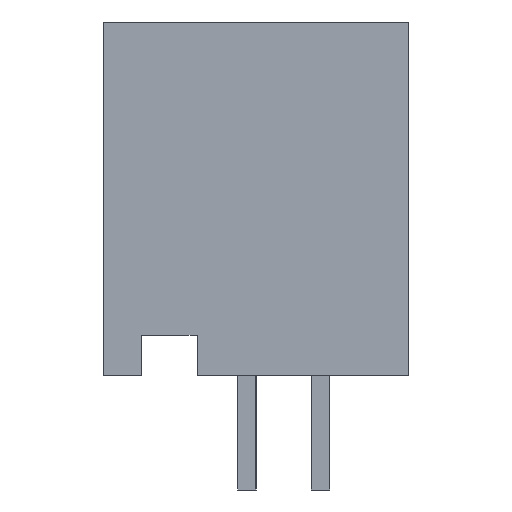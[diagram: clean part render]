
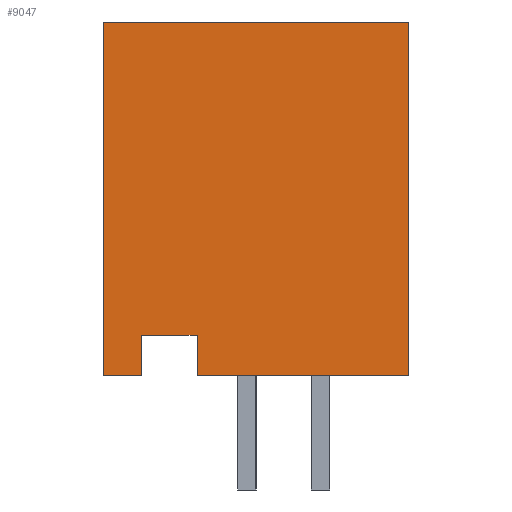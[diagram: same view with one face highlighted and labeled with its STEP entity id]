
A CAD part, left-side view. The second image highlights one B-rep face of the part: STEP entity #9047.
In plain terms, the highlighted planar face has unit normal (-1, 0, 0).
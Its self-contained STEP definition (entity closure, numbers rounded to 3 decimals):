
#667 = PLANE('',#668);
#668 = AXIS2_PLACEMENT_3D('',#669,#670,#671);
#669 = CARTESIAN_POINT('',(-2.,3.9,9.6));
#670 = DIRECTION('',(0.,-1.,0.));
#671 = DIRECTION('',(0.,0.,1.));
#831 = PLANE('',#832);
#832 = AXIS2_PLACEMENT_3D('',#833,#834,#835);
#833 = CARTESIAN_POINT('',(-2.,1.35,0.));
#834 = DIRECTION('',(0.,0.,1.));
#835 = DIRECTION('',(0.,1.,0.));
#2224 = VERTEX_POINT('',#2225);
#2225 = CARTESIAN_POINT('',(-2.,-4.4,0.));
#2239 = PLANE('',#2240);
#2240 = AXIS2_PLACEMENT_3D('',#2241,#2242,#2243);
#2241 = CARTESIAN_POINT('',(-2.,-4.4,9.6));
#2242 = DIRECTION('',(0.,1.,0.));
#2243 = DIRECTION('',(-1.,0.,0.));
#2251 = EDGE_CURVE('',#2252,#2224,#2254,.T.);
#2252 = VERTEX_POINT('',#2253);
#2253 = CARTESIAN_POINT('',(-2.,1.35,0.));
#2254 = SURFACE_CURVE('',#2255,(#2259,#2266),.PCURVE_S1.);
#2255 = LINE('',#2256,#2257);
#2256 = CARTESIAN_POINT('',(-2.,1.35,0.));
#2257 = VECTOR('',#2258,1.);
#2258 = DIRECTION('',(0.,-1.,0.));
#2259 = PCURVE('',#831,#2260);
#2260 = DEFINITIONAL_REPRESENTATION('',(#2261),#2265);
#2261 = LINE('',#2262,#2263);
#2262 = CARTESIAN_POINT('',(0.,0.));
#2263 = VECTOR('',#2264,1.);
#2264 = DIRECTION('',(-1.,0.));
#2265 = ( GEOMETRIC_REPRESENTATION_CONTEXT(2) 
PARAMETRIC_REPRESENTATION_CONTEXT() REPRESENTATION_CONTEXT('2D SPACE',''
  ) );
#2266 = PCURVE('',#2267,#2272);
#2267 = PLANE('',#2268);
#2268 = AXIS2_PLACEMENT_3D('',#2269,#2270,#2271);
#2269 = CARTESIAN_POINT('',(-2.,3.9,9.6));
#2270 = DIRECTION('',(-1.,0.,0.));
#2271 = DIRECTION('',(0.,-1.,0.));
#2272 = DEFINITIONAL_REPRESENTATION('',(#2273),#2277);
#2273 = LINE('',#2274,#2275);
#2274 = CARTESIAN_POINT('',(2.55,-9.6));
#2275 = VECTOR('',#2276,1.);
#2276 = DIRECTION('',(1.,0.));
#2277 = ( GEOMETRIC_REPRESENTATION_CONTEXT(2) 
PARAMETRIC_REPRESENTATION_CONTEXT() REPRESENTATION_CONTEXT('2D SPACE',''
  ) );
#2293 = PLANE('',#2294);
#2294 = AXIS2_PLACEMENT_3D('',#2295,#2296,#2297);
#2295 = CARTESIAN_POINT('',(-2.,1.35,0.));
#2296 = DIRECTION('',(0.,-1.,0.));
#2297 = DIRECTION('',(1.,0.,0.));
#7378 = PLANE('',#7379);
#7379 = AXIS2_PLACEMENT_3D('',#7380,#7381,#7382);
#7380 = CARTESIAN_POINT('',(-2.,3.9,9.6));
#7381 = DIRECTION('',(0.,0.,-1.));
#7382 = DIRECTION('',(0.,-1.,0.));
#7426 = VERTEX_POINT('',#7427);
#7427 = CARTESIAN_POINT('',(-2.,3.9,9.6));
#7448 = EDGE_CURVE('',#7449,#7426,#7451,.T.);
#7449 = VERTEX_POINT('',#7450);
#7450 = CARTESIAN_POINT('',(-2.,-4.4,9.6));
#7451 = SURFACE_CURVE('',#7452,(#7456,#7463),.PCURVE_S1.);
#7452 = LINE('',#7453,#7454);
#7453 = CARTESIAN_POINT('',(-2.,3.9,9.6));
#7454 = VECTOR('',#7455,1.);
#7455 = DIRECTION('',(0.,1.,0.));
#7456 = PCURVE('',#7378,#7457);
#7457 = DEFINITIONAL_REPRESENTATION('',(#7458),#7462);
#7458 = LINE('',#7459,#7460);
#7459 = CARTESIAN_POINT('',(0.,0.));
#7460 = VECTOR('',#7461,1.);
#7461 = DIRECTION('',(-1.,0.));
#7462 = ( GEOMETRIC_REPRESENTATION_CONTEXT(2) 
PARAMETRIC_REPRESENTATION_CONTEXT() REPRESENTATION_CONTEXT('2D SPACE',''
  ) );
#7463 = PCURVE('',#2267,#7464);
#7464 = DEFINITIONAL_REPRESENTATION('',(#7465),#7469);
#7465 = LINE('',#7466,#7467);
#7466 = CARTESIAN_POINT('',(0.,0.));
#7467 = VECTOR('',#7468,1.);
#7468 = DIRECTION('',(-1.,0.));
#7469 = ( GEOMETRIC_REPRESENTATION_CONTEXT(2) 
PARAMETRIC_REPRESENTATION_CONTEXT() REPRESENTATION_CONTEXT('2D SPACE',''
  ) );
#8432 = VERTEX_POINT('',#8433);
#8433 = CARTESIAN_POINT('',(-2.,3.9,0.));
#8447 = PLANE('',#8448);
#8448 = AXIS2_PLACEMENT_3D('',#8449,#8450,#8451);
#8449 = CARTESIAN_POINT('',(-2.,3.9,0.));
#8450 = DIRECTION('',(0.,0.,1.));
#8451 = DIRECTION('',(0.,1.,0.));
#8459 = EDGE_CURVE('',#7426,#8432,#8460,.T.);
#8460 = SURFACE_CURVE('',#8461,(#8465,#8472),.PCURVE_S1.);
#8461 = LINE('',#8462,#8463);
#8462 = CARTESIAN_POINT('',(-2.,3.9,9.6));
#8463 = VECTOR('',#8464,1.);
#8464 = DIRECTION('',(0.,0.,-1.));
#8465 = PCURVE('',#667,#8466);
#8466 = DEFINITIONAL_REPRESENTATION('',(#8467),#8471);
#8467 = LINE('',#8468,#8469);
#8468 = CARTESIAN_POINT('',(0.,0.));
#8469 = VECTOR('',#8470,1.);
#8470 = DIRECTION('',(-1.,0.));
#8471 = ( GEOMETRIC_REPRESENTATION_CONTEXT(2) 
PARAMETRIC_REPRESENTATION_CONTEXT() REPRESENTATION_CONTEXT('2D SPACE',''
  ) );
#8472 = PCURVE('',#2267,#8473);
#8473 = DEFINITIONAL_REPRESENTATION('',(#8474),#8478);
#8474 = LINE('',#8475,#8476);
#8475 = CARTESIAN_POINT('',(0.,0.));
#8476 = VECTOR('',#8477,1.);
#8477 = DIRECTION('',(0.,-1.));
#8478 = ( GEOMETRIC_REPRESENTATION_CONTEXT(2) 
PARAMETRIC_REPRESENTATION_CONTEXT() REPRESENTATION_CONTEXT('2D SPACE',''
  ) );
#8529 = VERTEX_POINT('',#8530);
#8530 = CARTESIAN_POINT('',(-2.,2.85,0.));
#8544 = PLANE('',#8545);
#8545 = AXIS2_PLACEMENT_3D('',#8546,#8547,#8548);
#8546 = CARTESIAN_POINT('',(-2.,2.85,0.));
#8547 = DIRECTION('',(0.,1.,0.));
#8548 = DIRECTION('',(-1.,0.,0.));
#8556 = EDGE_CURVE('',#8432,#8529,#8557,.T.);
#8557 = SURFACE_CURVE('',#8558,(#8562,#8569),.PCURVE_S1.);
#8558 = LINE('',#8559,#8560);
#8559 = CARTESIAN_POINT('',(-2.,3.9,0.));
#8560 = VECTOR('',#8561,1.);
#8561 = DIRECTION('',(0.,-1.,0.));
#8562 = PCURVE('',#8447,#8563);
#8563 = DEFINITIONAL_REPRESENTATION('',(#8564),#8568);
#8564 = LINE('',#8565,#8566);
#8565 = CARTESIAN_POINT('',(0.,0.));
#8566 = VECTOR('',#8567,1.);
#8567 = DIRECTION('',(-1.,0.));
#8568 = ( GEOMETRIC_REPRESENTATION_CONTEXT(2) 
PARAMETRIC_REPRESENTATION_CONTEXT() REPRESENTATION_CONTEXT('2D SPACE',''
  ) );
#8569 = PCURVE('',#2267,#8570);
#8570 = DEFINITIONAL_REPRESENTATION('',(#8571),#8575);
#8571 = LINE('',#8572,#8573);
#8572 = CARTESIAN_POINT('',(0.,-9.6));
#8573 = VECTOR('',#8574,1.);
#8574 = DIRECTION('',(1.,0.));
#8575 = ( GEOMETRIC_REPRESENTATION_CONTEXT(2) 
PARAMETRIC_REPRESENTATION_CONTEXT() REPRESENTATION_CONTEXT('2D SPACE',''
  ) );
#8605 = VERTEX_POINT('',#8606);
#8606 = CARTESIAN_POINT('',(-2.,2.85,1.1));
#8620 = PLANE('',#8621);
#8621 = AXIS2_PLACEMENT_3D('',#8622,#8623,#8624);
#8622 = CARTESIAN_POINT('',(-2.,2.85,1.1));
#8623 = DIRECTION('',(0.,0.,1.));
#8624 = DIRECTION('',(0.,1.,0.));
#8632 = EDGE_CURVE('',#8529,#8605,#8633,.T.);
#8633 = SURFACE_CURVE('',#8634,(#8638,#8645),.PCURVE_S1.);
#8634 = LINE('',#8635,#8636);
#8635 = CARTESIAN_POINT('',(-2.,2.85,0.));
#8636 = VECTOR('',#8637,1.);
#8637 = DIRECTION('',(0.,0.,1.));
#8638 = PCURVE('',#8544,#8639);
#8639 = DEFINITIONAL_REPRESENTATION('',(#8640),#8644);
#8640 = LINE('',#8641,#8642);
#8641 = CARTESIAN_POINT('',(0.,0.));
#8642 = VECTOR('',#8643,1.);
#8643 = DIRECTION('',(0.,1.));
#8644 = ( GEOMETRIC_REPRESENTATION_CONTEXT(2) 
PARAMETRIC_REPRESENTATION_CONTEXT() REPRESENTATION_CONTEXT('2D SPACE',''
  ) );
#8645 = PCURVE('',#2267,#8646);
#8646 = DEFINITIONAL_REPRESENTATION('',(#8647),#8651);
#8647 = LINE('',#8648,#8649);
#8648 = CARTESIAN_POINT('',(1.05,-9.6));
#8649 = VECTOR('',#8650,1.);
#8650 = DIRECTION('',(0.,1.));
#8651 = ( GEOMETRIC_REPRESENTATION_CONTEXT(2) 
PARAMETRIC_REPRESENTATION_CONTEXT() REPRESENTATION_CONTEXT('2D SPACE',''
  ) );
#8681 = VERTEX_POINT('',#8682);
#8682 = CARTESIAN_POINT('',(-2.,1.35,1.1));
#8703 = EDGE_CURVE('',#8605,#8681,#8704,.T.);
#8704 = SURFACE_CURVE('',#8705,(#8709,#8716),.PCURVE_S1.);
#8705 = LINE('',#8706,#8707);
#8706 = CARTESIAN_POINT('',(-2.,2.85,1.1));
#8707 = VECTOR('',#8708,1.);
#8708 = DIRECTION('',(0.,-1.,0.));
#8709 = PCURVE('',#8620,#8710);
#8710 = DEFINITIONAL_REPRESENTATION('',(#8711),#8715);
#8711 = LINE('',#8712,#8713);
#8712 = CARTESIAN_POINT('',(0.,0.));
#8713 = VECTOR('',#8714,1.);
#8714 = DIRECTION('',(-1.,0.));
#8715 = ( GEOMETRIC_REPRESENTATION_CONTEXT(2) 
PARAMETRIC_REPRESENTATION_CONTEXT() REPRESENTATION_CONTEXT('2D SPACE',''
  ) );
#8716 = PCURVE('',#2267,#8717);
#8717 = DEFINITIONAL_REPRESENTATION('',(#8718),#8722);
#8718 = LINE('',#8719,#8720);
#8719 = CARTESIAN_POINT('',(1.05,-8.5));
#8720 = VECTOR('',#8721,1.);
#8721 = DIRECTION('',(1.,0.));
#8722 = ( GEOMETRIC_REPRESENTATION_CONTEXT(2) 
PARAMETRIC_REPRESENTATION_CONTEXT() REPRESENTATION_CONTEXT('2D SPACE',''
  ) );
#8750 = EDGE_CURVE('',#8681,#2252,#8751,.T.);
#8751 = SURFACE_CURVE('',#8752,(#8756,#8763),.PCURVE_S1.);
#8752 = LINE('',#8753,#8754);
#8753 = CARTESIAN_POINT('',(-2.,1.35,0.));
#8754 = VECTOR('',#8755,1.);
#8755 = DIRECTION('',(0.,0.,-1.));
#8756 = PCURVE('',#2293,#8757);
#8757 = DEFINITIONAL_REPRESENTATION('',(#8758),#8762);
#8758 = LINE('',#8759,#8760);
#8759 = CARTESIAN_POINT('',(0.,0.));
#8760 = VECTOR('',#8761,1.);
#8761 = DIRECTION('',(0.,-1.));
#8762 = ( GEOMETRIC_REPRESENTATION_CONTEXT(2) 
PARAMETRIC_REPRESENTATION_CONTEXT() REPRESENTATION_CONTEXT('2D SPACE',''
  ) );
#8763 = PCURVE('',#2267,#8764);
#8764 = DEFINITIONAL_REPRESENTATION('',(#8765),#8769);
#8765 = LINE('',#8766,#8767);
#8766 = CARTESIAN_POINT('',(2.55,-9.6));
#8767 = VECTOR('',#8768,1.);
#8768 = DIRECTION('',(0.,-1.));
#8769 = ( GEOMETRIC_REPRESENTATION_CONTEXT(2) 
PARAMETRIC_REPRESENTATION_CONTEXT() REPRESENTATION_CONTEXT('2D SPACE',''
  ) );
#8822 = EDGE_CURVE('',#2224,#7449,#8823,.T.);
#8823 = SURFACE_CURVE('',#8824,(#8828,#8835),.PCURVE_S1.);
#8824 = LINE('',#8825,#8826);
#8825 = CARTESIAN_POINT('',(-2.,-4.4,9.6));
#8826 = VECTOR('',#8827,1.);
#8827 = DIRECTION('',(0.,0.,1.));
#8828 = PCURVE('',#2239,#8829);
#8829 = DEFINITIONAL_REPRESENTATION('',(#8830),#8834);
#8830 = LINE('',#8831,#8832);
#8831 = CARTESIAN_POINT('',(0.,0.));
#8832 = VECTOR('',#8833,1.);
#8833 = DIRECTION('',(0.,1.));
#8834 = ( GEOMETRIC_REPRESENTATION_CONTEXT(2) 
PARAMETRIC_REPRESENTATION_CONTEXT() REPRESENTATION_CONTEXT('2D SPACE',''
  ) );
#8835 = PCURVE('',#2267,#8836);
#8836 = DEFINITIONAL_REPRESENTATION('',(#8837),#8841);
#8837 = LINE('',#8838,#8839);
#8838 = CARTESIAN_POINT('',(8.3,0.));
#8839 = VECTOR('',#8840,1.);
#8840 = DIRECTION('',(0.,1.));
#8841 = ( GEOMETRIC_REPRESENTATION_CONTEXT(2) 
PARAMETRIC_REPRESENTATION_CONTEXT() REPRESENTATION_CONTEXT('2D SPACE',''
  ) );
#9047 = ADVANCED_FACE('',(#9048),#2267,.T.);
#9048 = FACE_BOUND('',#9049,.T.);
#9049 = EDGE_LOOP('',(#9050,#9051,#9052,#9053,#9054,#9055,#9056,#9057));
#9050 = ORIENTED_EDGE('',*,*,#8459,.T.);
#9051 = ORIENTED_EDGE('',*,*,#8556,.T.);
#9052 = ORIENTED_EDGE('',*,*,#8632,.T.);
#9053 = ORIENTED_EDGE('',*,*,#8703,.T.);
#9054 = ORIENTED_EDGE('',*,*,#8750,.T.);
#9055 = ORIENTED_EDGE('',*,*,#2251,.T.);
#9056 = ORIENTED_EDGE('',*,*,#8822,.T.);
#9057 = ORIENTED_EDGE('',*,*,#7448,.T.);
